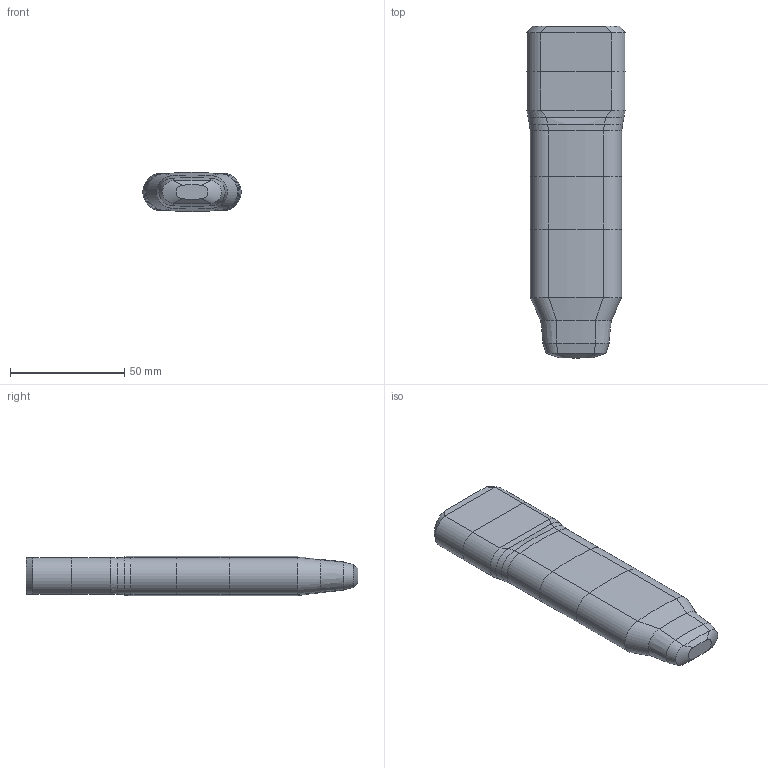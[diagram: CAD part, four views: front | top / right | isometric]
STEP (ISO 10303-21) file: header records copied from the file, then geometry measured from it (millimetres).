
FILE_DESCRIPTION(('FreeCAD Model'),'2;1');
FILE_NAME('out.step','2015-07-08T08:34:28',('Author'),(''), 'Open CASCADE STEP processor 6.8','FreeCAD','Unknown');
FILE_SCHEMA(('AUTOMOTIVE_DESIGN_CC2 { 1 2 10303 214 -1 1 5 4 }'));
Length unit declared in the file: millimetre
Products named in the file (2): ASSEMBLY; Loft001
Assembly tree (1 placements, depth 2):
  ASSEMBLY
    Loft001
Bounding box: 43.11 x 145.5 x 17.17 mm (x, y, z)
Volume: 83568.6 mm3; surface area: 14813.5 mm2
Topology: 1 solids, 1 shells, 58 faces, 120 edges, 56 vertices
Faces by surface type: bspline 34, cylinder 16, plane 6, cone 2
Entity records: 3265 total; most frequent: CARTESIAN_POINT 1072, DIRECTION 330, ORIENTED_EDGE 232, PCURVE 232, DEFINITIONAL_REPRESENTATION 232, LINE 176, VECTOR 176, B_SPLINE_CURVE_WITH_KNOTS 118
